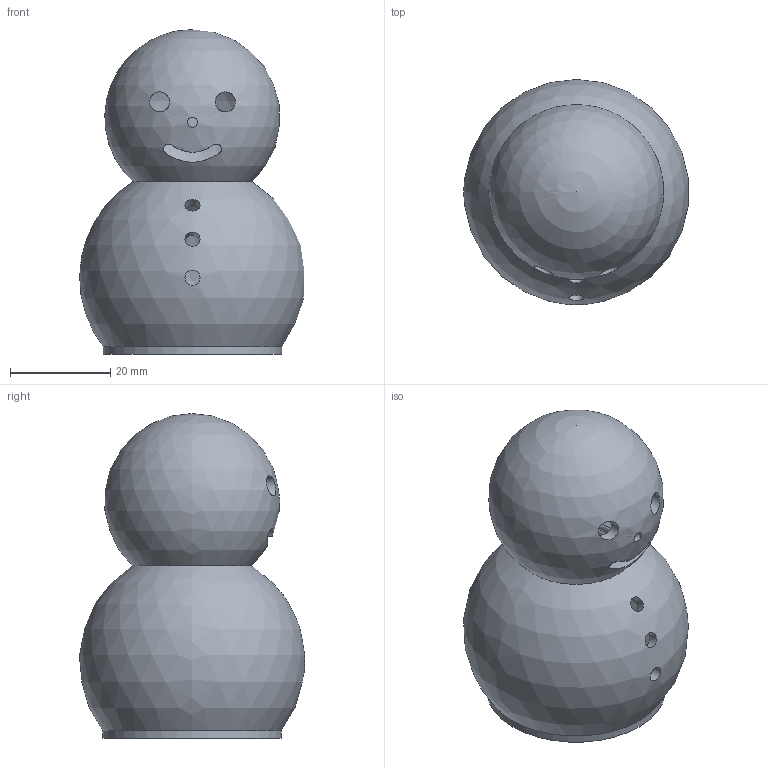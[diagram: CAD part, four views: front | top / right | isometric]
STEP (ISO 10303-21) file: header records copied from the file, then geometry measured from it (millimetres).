
FILE_DESCRIPTION(/* description */ (''),/* implementation_level */ '2;1');
FILE_NAME(/* name */ 'snowman v3.step',/* time_stamp */ '2022-11-08T22:42:45+09:00',/* author */ (''),/* organization */ (''),/* preprocessor_version */ 'ST-DEVELOPER v19.2',/* originating_system */ 'Autodesk Translation Framework v11.17.0.187',/* authorisation */ '');
FILE_SCHEMA (('AUTOMOTIVE_DESIGN { 1 0 10303 214 3 1 1 }'));
Length unit declared in the file: millimetre
Products named in the file (1): snowman
Bounding box: 44.8 x 44.91 x 64.76 mm (x, y, z)
Volume: 15073.9 mm3; surface area: 15445.8 mm2
Topology: 1 solids, 1 shells, 22 faces, 64 edges, 43 vertices
Faces by surface type: cylinder 12, sphere 4, plane 3, bspline 2, torus 1
Full cylindrical faces by diameter (mm): 2 x1, 3 x3, 4 x2, 31.542 x1, 35.542 x1
Entity records: 1102 total; most frequent: CARTESIAN_POINT 496, ORIENTED_EDGE 124, DIRECTION 102, EDGE_CURVE 62, VERTEX_POINT 43, AXIS2_PLACEMENT_3D 43, EDGE_LOOP 37, B_SPLINE_CURVE_WITH_KNOTS 24
